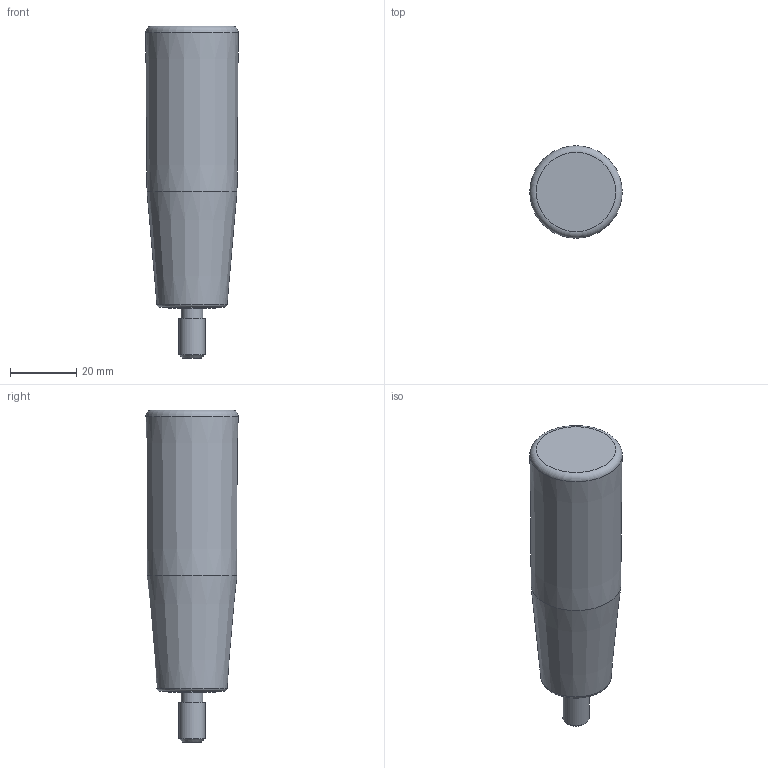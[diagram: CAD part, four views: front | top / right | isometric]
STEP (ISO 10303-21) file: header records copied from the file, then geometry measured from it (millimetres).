
FILE_DESCRIPTION( ( 'Unknown' ), '1' );
FILE_NAME( '6144025_MGEX28x85.stp', 'Unknown', ( 'Unknown' ), ( 'Unknown' ), 'PSStep 11.0', 'Unknown', ' ' );
FILE_SCHEMA( ( 'AUTOMOTIVE_DESIGN { 1 0 10303 214 1 1 1 1 }' ) );
Length unit declared in the file: millimetre
Products named in the file (2): 8900102
Bounding box: 27.97 x 27.97 x 100.4 mm (x, y, z)
Volume: 43404.3 mm3; surface area: 14430.5 mm2
Topology: 2 solids, 2 shells, 49 faces, 112 edges, 73 vertices
Faces by surface type: plane 30, cylinder 10, cone 6, torus 3
Full cylindrical faces by diameter (mm): 4.1 x1, 6.5 x1, 8 x1, 9 x1, 10 x1, 10.6 x1, 14 x1, 14.5 x1
Entity records: 1673 total; most frequent: DIRECTION 230, CARTESIAN_POINT 208, ORIENTED_EDGE 178, AXIS2_PLACEMENT_3D 90, EDGE_CURVE 89, EDGE_LOOP 72, VERTEX_POINT 68, FACE_OUTER_BOUND 60
